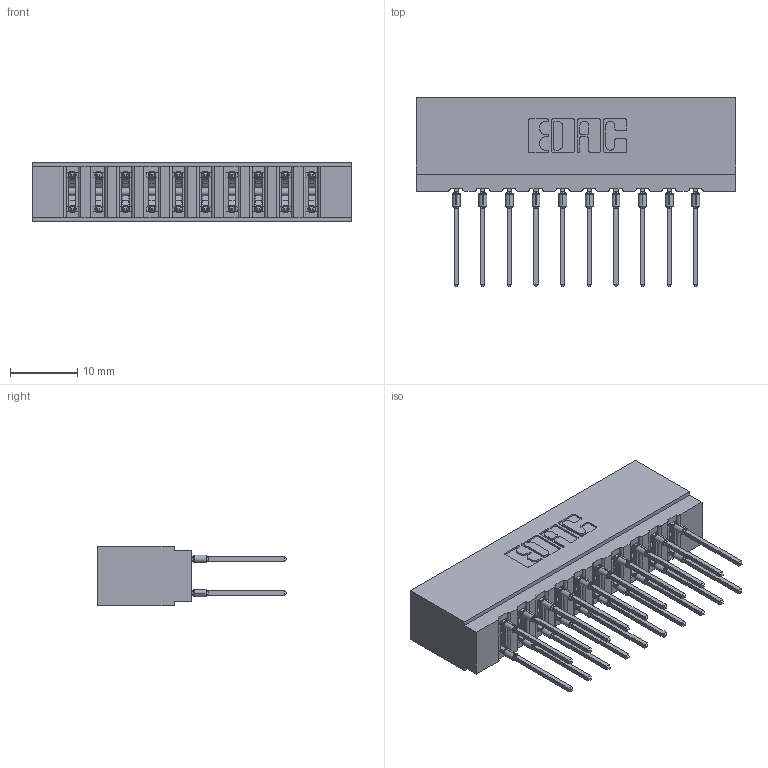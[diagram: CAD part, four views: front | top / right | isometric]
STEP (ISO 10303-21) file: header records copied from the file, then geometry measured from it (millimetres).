
FILE_DESCRIPTION (( 'STEP AP203' ), '1' );
FILE_NAME ('717-020-545-201.STEP', '2026-02-20T17:14:55', ( '' ), ( '' ), 'SwSTEP 2.0', 'SolidWorks 2023', '' );
FILE_SCHEMA (( 'CONFIG_CONTROL_DESIGN' ));
Length unit declared in the file: millimetre
Products named in the file (3): 745-292-001_545; 717 Part_Insulator Option - 06; 717-020-545-201
Assembly tree (21 placements, depth 2):
  717-020-545-201
    717 Part_Insulator Option - 06
    745-292-001_545  x20
Bounding box: 47.5 x 28.18 x 8.89 mm (x, y, z)
Volume: 4318.3 mm3; surface area: 6515.5 mm2
Topology: 21 solids, 21 shells, 1894 faces, 5091 edges, 3206 vertices
Faces by surface type: plane 984, bspline 400, cylinder 390, torus 120
Entity records: 21465 total; most frequent: CARTESIAN_POINT 4237, ORIENTED_EDGE 3608, DIRECTION 3180, EDGE_CURVE 1804, VECTOR 1562, LINE 1562, VERTEX_POINT 1154, AXIS2_PLACEMENT_3D 809
